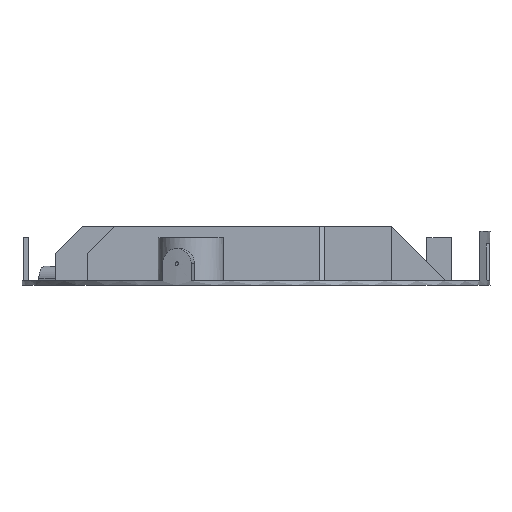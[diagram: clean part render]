
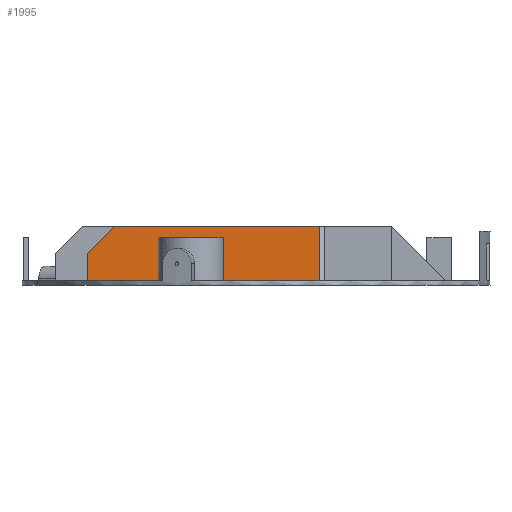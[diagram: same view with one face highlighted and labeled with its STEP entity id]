
A CAD part, front view. The second image highlights one B-rep face of the part: STEP entity #1995.
In plain terms, the highlighted planar face has unit normal (0, -1, 0).
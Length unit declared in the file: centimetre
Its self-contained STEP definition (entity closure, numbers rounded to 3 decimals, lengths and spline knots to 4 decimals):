
#167=FACE_OUTER_BOUND('',#285,.T.);
#285=EDGE_LOOP('',(#1602,#1603,#1604,#1605,#1606));
#447=LINE('',#3296,#674);
#496=LINE('',#3397,#723);
#500=LINE('',#3404,#727);
#501=LINE('',#3406,#728);
#502=LINE('',#3407,#729);
#674=VECTOR('',#2430,1.);
#723=VECTOR('',#2511,1.);
#727=VECTOR('',#2517,1.);
#728=VECTOR('',#2518,1.);
#729=VECTOR('',#2519,1.);
#922=VERTEX_POINT('',#3293);
#923=VERTEX_POINT('',#3295);
#958=VERTEX_POINT('',#3395);
#959=VERTEX_POINT('',#3396);
#962=VERTEX_POINT('',#3405);
#1146=EDGE_CURVE('',#922,#923,#447,.T.);
#1197=EDGE_CURVE('',#958,#959,#496,.T.);
#1201=EDGE_CURVE('',#923,#958,#500,.T.);
#1202=EDGE_CURVE('',#922,#962,#501,.T.);
#1203=EDGE_CURVE('',#959,#962,#502,.T.);
#1602=ORIENTED_EDGE('',*,*,#1197,.F.);
#1603=ORIENTED_EDGE('',*,*,#1201,.F.);
#1604=ORIENTED_EDGE('',*,*,#1146,.F.);
#1605=ORIENTED_EDGE('',*,*,#1202,.T.);
#1606=ORIENTED_EDGE('',*,*,#1203,.F.);
#1896=PLANE('',#2136);
#1995=ADVANCED_FACE('',(#167),#1896,.T.);
#2136=AXIS2_PLACEMENT_3D('',#3403,#2515,#2516);
#2430=DIRECTION('',(-1.,0.,0.));
#2511=DIRECTION('',(0.707,0.,0.707));
#2515=DIRECTION('center_axis',(0.,-1.,0.));
#2516=DIRECTION('ref_axis',(1.,0.,0.));
#2517=DIRECTION('',(0.,0.,1.));
#2518=DIRECTION('',(0.,0.,1.));
#2519=DIRECTION('',(1.,0.,0.));
#3293=CARTESIAN_POINT('',(2.9334,-6.25,0.2));
#3295=CARTESIAN_POINT('',(-7.75,-6.25,0.2));
#3296=CARTESIAN_POINT('',(-3.125,-6.25,0.2));
#3395=CARTESIAN_POINT('',(-7.75,-6.25,1.45));
#3396=CARTESIAN_POINT('',(-6.5,-6.25,2.7));
#3397=CARTESIAN_POINT('',(-7.375,-6.25,1.825));
#3403=CARTESIAN_POINT('Origin',(-6.25,-6.25,0.2));
#3404=CARTESIAN_POINT('',(-7.75,-6.25,0.2));
#3405=CARTESIAN_POINT('',(2.9334,-6.25,2.7));
#3406=CARTESIAN_POINT('',(2.9334,-6.25,0.2));
#3407=CARTESIAN_POINT('',(-6.25,-6.25,2.7));
